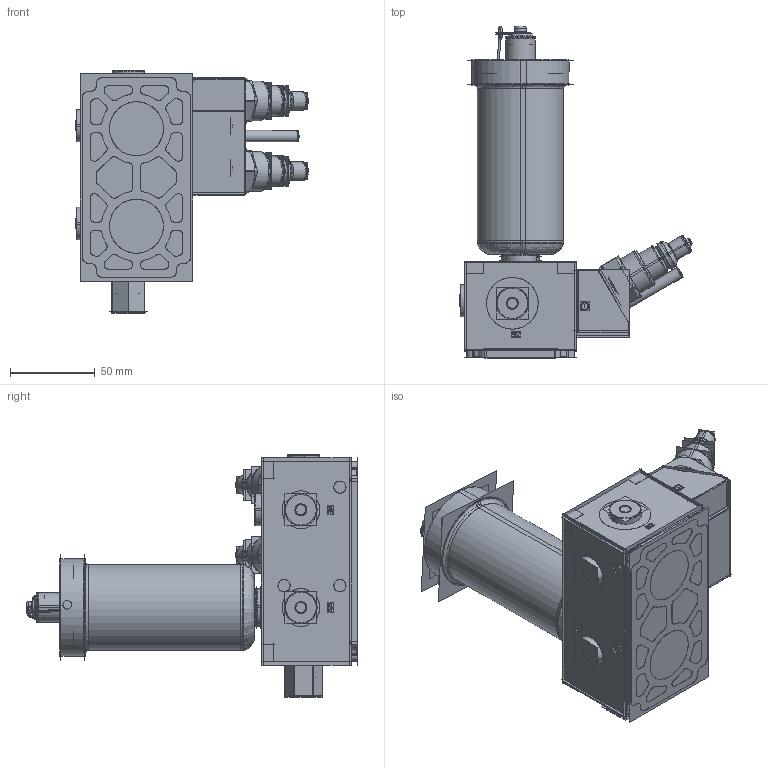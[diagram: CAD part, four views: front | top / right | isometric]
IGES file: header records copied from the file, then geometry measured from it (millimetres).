
Start section:  PTC IGES file: ilcml5600543.igs
Global section: file name: ilcml5600543.igs; native system: Creo Parametric by Parametric Technology Corporation; preprocessor: 2013320; author: dg; organization: Unknown; date: 20180622.103344; units: inch
Bounding box: 136.69 x 195.3 x 142.73 mm (x, y, z)
Surface area: 238995.8 mm2 (no closed solid volume)
Topology: 0 solids, 0 shells, 3969 faces, 50142 edges, 61088 vertices
Faces by surface type: bspline 2768, revolution 1201
